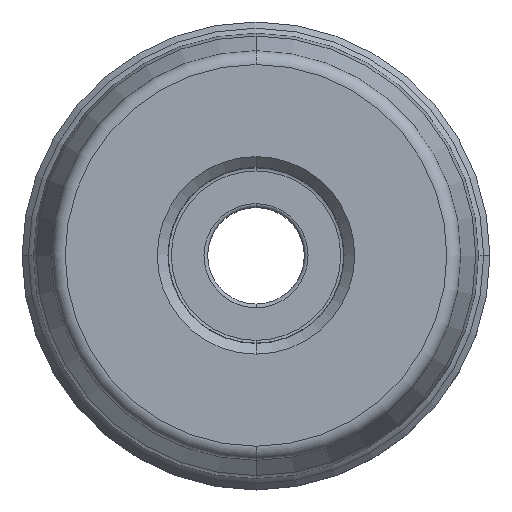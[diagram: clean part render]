
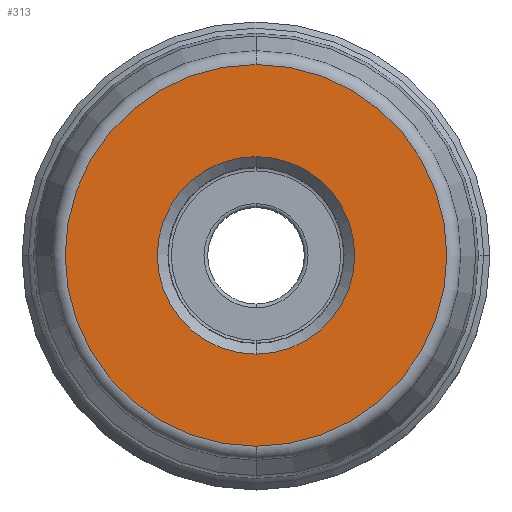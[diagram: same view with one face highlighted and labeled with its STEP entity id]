
A CAD part, top view. The second image highlights one B-rep face of the part: STEP entity #313.
In plain terms, the highlighted planar face has unit normal (0, 0, 1).
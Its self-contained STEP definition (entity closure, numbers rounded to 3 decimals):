
#313=ADVANCED_FACE('',(#369,#370),#359,.F.);
#359=PLANE('',#1431);
#369=FACE_BOUND('',#421,.T.);
#370=FACE_BOUND('',#422,.T.);
#421=EDGE_LOOP('',(#630,#631,#632,#633));
#422=EDGE_LOOP('',(#634,#635));
#630=ORIENTED_EDGE('',*,*,#1026,.T.);
#631=ORIENTED_EDGE('',*,*,#1025,.F.);
#632=ORIENTED_EDGE('',*,*,#1027,.T.);
#633=ORIENTED_EDGE('',*,*,#1028,.F.);
#634=ORIENTED_EDGE('',*,*,#1029,.F.);
#635=ORIENTED_EDGE('',*,*,#1030,.F.);
#880=VERTEX_POINT('',#2225);
#881=VERTEX_POINT('',#2227);
#882=VERTEX_POINT('',#2229);
#883=VERTEX_POINT('',#2233);
#884=VERTEX_POINT('',#2236);
#885=VERTEX_POINT('',#2237);
#1025=EDGE_CURVE('',#881,#882,#1187,.T.);
#1026=EDGE_CURVE('',#880,#882,#1188,.T.);
#1027=EDGE_CURVE('',#881,#883,#1189,.T.);
#1028=EDGE_CURVE('',#880,#883,#1190,.T.);
#1029=EDGE_CURVE('',#884,#885,#1191,.T.);
#1030=EDGE_CURVE('',#885,#884,#1192,.T.);
#1187=CIRCLE('',#1424,20.725);
#1188=CIRCLE('',#1425,20.725);
#1189=CIRCLE('',#1427,20.725);
#1190=CIRCLE('',#1428,20.725);
#1191=CIRCLE('',#1429,10.725);
#1192=CIRCLE('',#1430,10.725);
#1424=AXIS2_PLACEMENT_3D('',#2228,#1785,#1786);
#1425=AXIS2_PLACEMENT_3D('',#2230,#1787,#1788);
#1427=AXIS2_PLACEMENT_3D('',#2232,#1791,#1792);
#1428=AXIS2_PLACEMENT_3D('',#2234,#1793,#1794);
#1429=AXIS2_PLACEMENT_3D('',#2235,#1795,#1796);
#1430=AXIS2_PLACEMENT_3D('',#2238,#1797,#1798);
#1431=AXIS2_PLACEMENT_3D('',#2239,#1799,#1800);
#1785=DIRECTION('',(0.,0.,-1.));
#1786=DIRECTION('',(-0.001,-1.,0.));
#1787=DIRECTION('',(0.,0.,1.));
#1788=DIRECTION('',(-0.001,-1.,0.));
#1791=DIRECTION('',(0.,0.,1.));
#1792=DIRECTION('',(0.001,1.,0.));
#1793=DIRECTION('',(0.,0.,-1.));
#1794=DIRECTION('',(0.001,1.,0.));
#1795=DIRECTION('',(0.,0.,1.));
#1796=DIRECTION('',(0.,-1.,0.));
#1797=DIRECTION('',(0.,0.,1.));
#1798=DIRECTION('',(0.,1.,0.));
#1799=DIRECTION('',(0.,0.,-1.));
#1800=DIRECTION('',(0.,-1.,0.));
#2225=CARTESIAN_POINT('',(0.,20.725,0.));
#2227=CARTESIAN_POINT('',(0.,-20.725,0.));
#2228=CARTESIAN_POINT('',(0.,0.,0.));
#2229=CARTESIAN_POINT('',(-0.02,-20.725,0.));
#2230=CARTESIAN_POINT('',(0.,0.,0.));
#2232=CARTESIAN_POINT('',(0.,0.,0.));
#2233=CARTESIAN_POINT('',(0.02,20.725,0.));
#2234=CARTESIAN_POINT('',(0.,0.,0.));
#2235=CARTESIAN_POINT('',(0.,0.,0.));
#2236=CARTESIAN_POINT('',(0.,-10.725,0.));
#2237=CARTESIAN_POINT('',(0.,10.725,0.));
#2238=CARTESIAN_POINT('',(0.,0.,0.));
#2239=CARTESIAN_POINT('',(0.,0.,0.));
